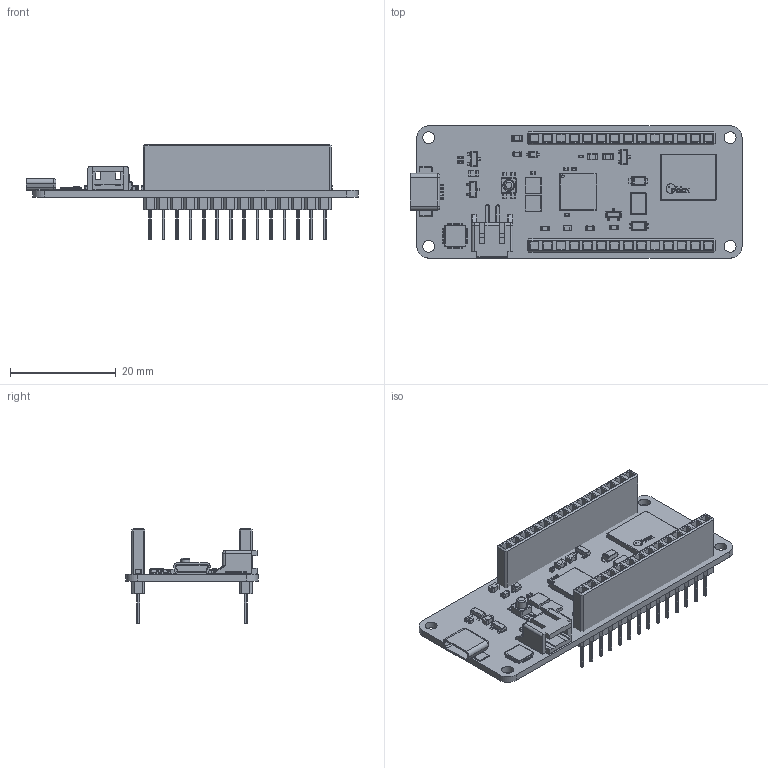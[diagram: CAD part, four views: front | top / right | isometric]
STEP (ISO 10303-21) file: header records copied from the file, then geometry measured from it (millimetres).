
FILE_DESCRIPTION(/* description */ (''),/* implementation_level */ '2;1');
FILE_NAME(/* name */ 'Arduino_-_MKR_WIFI_1010.step',/* time_stamp */ '2022-11-04T21:50:55+02:00',/* author */ (''),/* organization */ (''),/* preprocessor_version */ 'ST-DEVELOPER v19.2',/* originating_system */ 'Autodesk Translation Framework v11.17.0.187',/* authorisation */ '');
FILE_SCHEMA (('AUTOMOTIVE_DESIGN { 1 0 10303 214 3 1 1 }'));
Products named in the file (59): (Unsaved); 5; 6; 8; 9; 4 (1); 10; 7 - 1; 7 - 2; 7.-21; 7-11; 1 (1); 1; 2; 11; 1 (3); 1 (2); 2 (1); 1 (5); 1 (4); 2 (2); 3; 1 (6); 2 (3); SOT23--3; BODY-SOT; LEAD-SOT; SOT23--3 (1); BODY-SOT (1); 1 (7); 1 (9); 1 (8); 2 (4); 1 (11); 1 (10); 2 (5); 4; 1 (13); 1 (12); 2 (6) ...
Assembly tree (76 placements, depth 3):
  (Unsaved)
    4 (1)  x2
    5
    6
    8
    9
    10
    7 - 1
    7 - 2
    7.-21
    7-11
    1 (1)
      1
      2
    11
    1 (3)  x4
      1 (2)
      2 (1)
    1 (5)  x7
      1 (4)
      2 (2)
    3  x5
      1 (6)
      2 (3)
    SOT23--3  x2
      BODY-SOT
      LEAD-SOT
    SOT23--3 (1)
      BODY-SOT (1)
      1 (7)
    1 (9)
      1 (8)
      2 (4)
    1 (11)
      1 (10)
      2 (5)
      4
    1 (13)
      1 (12)
      2 (6)
    1 (15)
      1 (14)
      2 (7)
      Nexperia Logo
    1 (17)
      1 (16)
      2 (8)
    1 (19)
      1 (18)
      2 (9)
    1 (21)
      1 (20)
      3 (1)
    1 (22)
      body
      pads
      name
    12
    13  x2
Bounding box: 62.79 x 25 x 18 mm (x, y, z)
Volume: 4008.5 mm3; surface area: 9000.4 mm2
Topology: 253 solids, 253 shells, 3521 faces, 7676 edges, 4665 vertices
Faces by surface type: plane 2078, cylinder 1089, sphere 298, bspline 44, torus 12
Full cylindrical faces by diameter (mm): 0.288 x1, 0.534 x1, 1.7 x1, 1.75 x2, 2 x1, 2.26 x4
Entity records: 63845 total; most frequent: CARTESIAN_POINT 11157, DIRECTION 10921, ORIENTED_EDGE 9936, EDGE_CURVE 4968, LINE 3647, VECTOR 3647, AXIS2_PLACEMENT_3D 3637, VERTEX_POINT 3085
